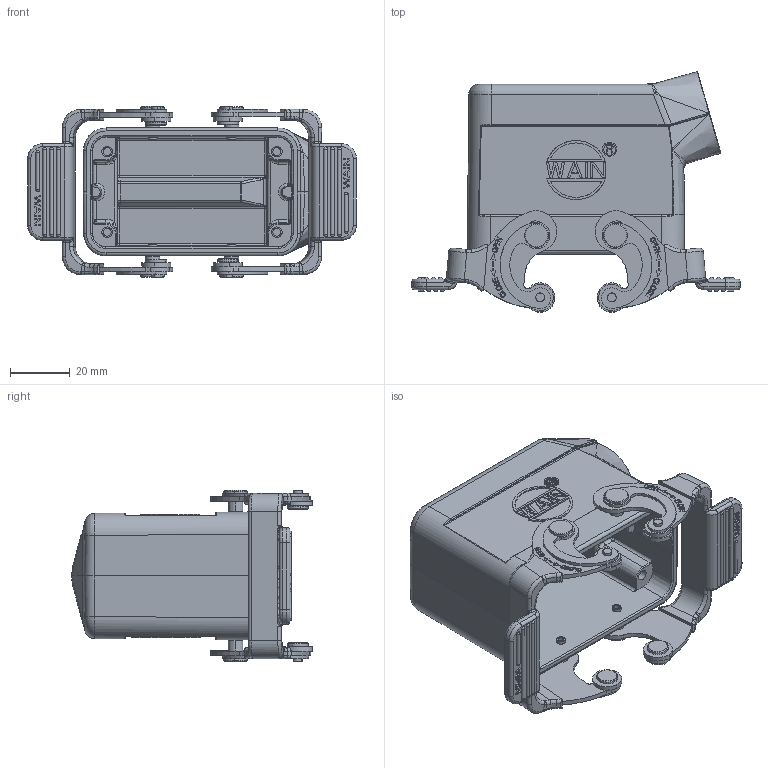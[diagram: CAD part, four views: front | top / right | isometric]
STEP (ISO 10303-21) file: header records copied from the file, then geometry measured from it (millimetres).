
FILE_DESCRIPTION(/* description */ (''),/* implementation_level */ '2;1');
FILE_NAME(/* name */ '3D_1240105411002_HV10B-SE-2L_SC-M20_V1.01.stp',/* time_stamp */ '2023-12-28T15:14:12+08:00',/* author */ (''),/* organization */ (''),/* preprocessor_version */ 'ST-DEVELOPER v18.1',/* originating_system */ 'SIEMENS PLM Software NX 1980',/* authorisation */ '');
FILE_SCHEMA (('AUTOMOTIVE_DESIGN { 1 0 10303 214 3 1 1 1 }'));
Products named in the file (1): 145916701EA0cxq0
Bounding box: 110.3 x 80.71 x 57.45 mm (x, y, z)
Volume: 72183.1 mm3; surface area: 44306.2 mm2
Topology: 4 solids, 5 shells, 1774 faces, 4723 edges, 3080 vertices
Faces by surface type: plane 838, cylinder 502, torus 135, bspline 88, extrusion 87, cone 69, sphere 48, revolution 7
Entity records: 62134 total; most frequent: CARTESIAN_POINT 19912, ORIENTED_EDGE 9342, DIRECTION 7804, EDGE_CURVE 4671, VERTEX_POINT 3080, AXIS2_PLACEMENT_3D 2736, VECTOR 2325, LINE 2238
